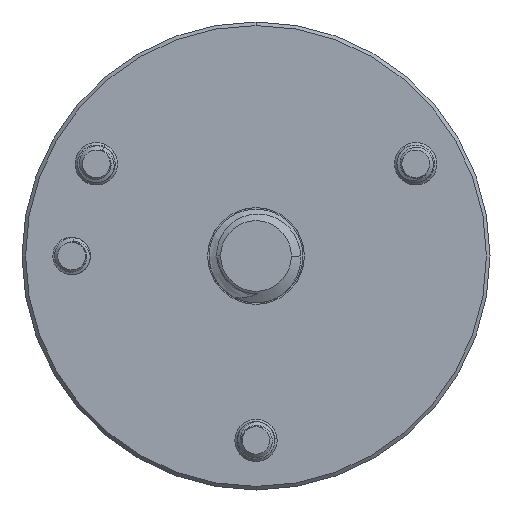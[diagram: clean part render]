
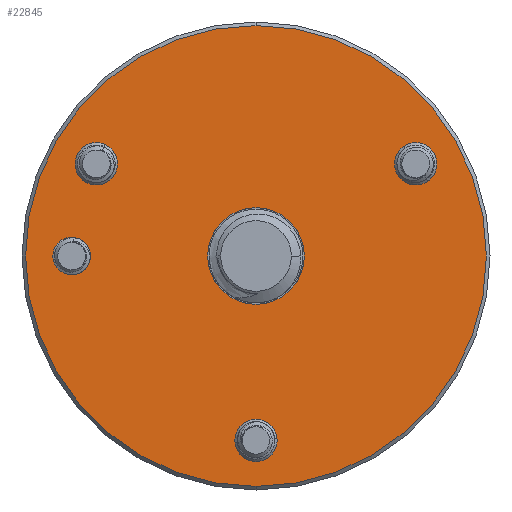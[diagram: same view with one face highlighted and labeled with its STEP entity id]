
A CAD part, front view. The second image highlights one B-rep face of the part: STEP entity #22845.
In plain terms, the highlighted planar face has unit normal (0, -1, 0).
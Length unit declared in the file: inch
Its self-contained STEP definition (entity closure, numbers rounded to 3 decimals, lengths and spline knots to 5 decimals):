
#550 = EDGE_CURVE ( 'NONE', #23878, #14789, #11024, .T. ) ;
#694 = FACE_BOUND ( 'NONE', #17468, .T. ) ;
#782 = AXIS2_PLACEMENT_3D ( 'NONE', #13168, #5327, #25311 ) ;
#945 = DIRECTION ( 'NONE',  ( 0., 0., 1. ) ) ;
#1362 = CARTESIAN_POINT ( 'NONE',  ( 0., 0., -0.9685 ) ) ;
#1510 = CARTESIAN_POINT ( 'NONE',  ( 0., 0., 0. ) ) ;
#1918 = CARTESIAN_POINT ( 'NONE',  ( 0., 0., -0.864 ) ) ;
#2321 = DIRECTION ( 'NONE',  ( 0., 0., 1. ) ) ;
#2680 = DIRECTION ( 'NONE',  ( 0., 0., 1. ) ) ;
#3000 = CARTESIAN_POINT ( 'NONE',  ( 0., 0., 0. ) ) ;
#3045 = DIRECTION ( 'NONE',  ( 0., 1., 0. ) ) ;
#3301 = DIRECTION ( 'NONE',  ( 0., 1., 0. ) ) ;
#3518 = DIRECTION ( 'NONE',  ( 0., 0., 1. ) ) ;
#3639 = ORIENTED_EDGE ( 'NONE', *, *, #7055, .T. ) ;
#3835 = ORIENTED_EDGE ( 'NONE', *, *, #13722, .T. ) ;
#4100 = FACE_BOUND ( 'NONE', #26322, .T. ) ;
#4388 = EDGE_CURVE ( 'NONE', #15065, #21334, #4417, .T. ) ;
#4397 = AXIS2_PLACEMENT_3D ( 'NONE', #8951, #23622, #16443 ) ;
#4417 = CIRCLE ( 'NONE', #7577, 0.9685 ) ;
#4757 = AXIS2_PLACEMENT_3D ( 'NONE', #10599, #3045, #3518 ) ;
#5327 = DIRECTION ( 'NONE',  ( 0., 1., 0. ) ) ;
#5395 = VERTEX_POINT ( 'NONE', #5397 ) ;
#5397 = CARTESIAN_POINT ( 'NONE',  ( 0., 0., 0.203 ) ) ;
#5442 = EDGE_CURVE ( 'NONE', #15434, #16509, #8254, .T. ) ;
#5490 = AXIS2_PLACEMENT_3D ( 'NONE', #23799, #9119, #24120 ) ;
#6719 = ORIENTED_EDGE ( 'NONE', *, *, #25458, .T. ) ;
#6758 = CARTESIAN_POINT ( 'NONE',  ( -0.67117, 0., 0.2985 ) ) ;
#6911 = DIRECTION ( 'NONE',  ( 0., 1., 0. ) ) ;
#7055 = EDGE_CURVE ( 'NONE', #21334, #15065, #15946, .T. ) ;
#7370 = VERTEX_POINT ( 'NONE', #30644 ) ;
#7452 = AXIS2_PLACEMENT_3D ( 'NONE', #14076, #6911, #14397 ) ;
#7577 = AXIS2_PLACEMENT_3D ( 'NONE', #1510, #28386, #10864 ) ;
#7602 = EDGE_CURVE ( 'NONE', #7370, #5395, #29041, .T. ) ;
#7957 = FACE_BOUND ( 'NONE', #11368, .T. ) ;
#8033 = ORIENTED_EDGE ( 'NONE', *, *, #550, .T. ) ;
#8254 = CIRCLE ( 'NONE', #9818, 0.089 ) ;
#8680 = CARTESIAN_POINT ( 'NONE',  ( 0.67117, 0., 0.2985 ) ) ;
#8834 = ORIENTED_EDGE ( 'NONE', *, *, #5442, .T. ) ;
#8902 = PLANE ( 'NONE',  #7452 ) ;
#8951 = CARTESIAN_POINT ( 'NONE',  ( 0., 0., -0.775 ) ) ;
#9119 = DIRECTION ( 'NONE',  ( 0., 1., 0. ) ) ;
#9423 = CARTESIAN_POINT ( 'NONE',  ( -0.67117, 0., 0.4765 ) ) ;
#9818 = AXIS2_PLACEMENT_3D ( 'NONE', #13398, #23365, #945 ) ;
#10559 = DIRECTION ( 'NONE',  ( 0., -1., 0. ) ) ;
#10599 = CARTESIAN_POINT ( 'NONE',  ( -0.67117, 0., 0.3875 ) ) ;
#10864 = DIRECTION ( 'NONE',  ( 0., 0., 1. ) ) ;
#11024 = CIRCLE ( 'NONE', #4757, 0.089 ) ;
#11258 = AXIS2_PLACEMENT_3D ( 'NONE', #28207, #3301, #13304 ) ;
#11368 = EDGE_LOOP ( 'NONE', ( #3835, #25165 ) ) ;
#11413 = AXIS2_PLACEMENT_3D ( 'NONE', #13769, #26721, #14085 ) ;
#11645 = CARTESIAN_POINT ( 'NONE',  ( 0., 0., 0.9685 ) ) ;
#11756 = CIRCLE ( 'NONE', #11258, 0.203 ) ;
#12738 = CIRCLE ( 'NONE', #24728, 0.089 ) ;
#12963 = CARTESIAN_POINT ( 'NONE',  ( 0., 0., -0.686 ) ) ;
#13168 = CARTESIAN_POINT ( 'NONE',  ( 0., 0., 0. ) ) ;
#13304 = DIRECTION ( 'NONE',  ( 0., 0., 1. ) ) ;
#13317 = CIRCLE ( 'NONE', #5490, 0.089 ) ;
#13398 = CARTESIAN_POINT ( 'NONE',  ( 0.67117, 0., 0.3875 ) ) ;
#13722 = EDGE_CURVE ( 'NONE', #5395, #7370, #11756, .T. ) ;
#13769 = CARTESIAN_POINT ( 'NONE',  ( 0.67117, 0., 0.3875 ) ) ;
#14076 = CARTESIAN_POINT ( 'NONE',  ( 0., 0., 0. ) ) ;
#14085 = DIRECTION ( 'NONE',  ( 0., 0., 1. ) ) ;
#14397 = DIRECTION ( 'NONE',  ( 0., 0., 1. ) ) ;
#14789 = VERTEX_POINT ( 'NONE', #6758 ) ;
#14976 = CARTESIAN_POINT ( 'NONE',  ( 0.67117, 0., 0.4765 ) ) ;
#15065 = VERTEX_POINT ( 'NONE', #11645 ) ;
#15434 = VERTEX_POINT ( 'NONE', #8680 ) ;
#15946 = CIRCLE ( 'NONE', #32174, 0.9685 ) ;
#16443 = DIRECTION ( 'NONE',  ( 0., 0., 1. ) ) ;
#16509 = VERTEX_POINT ( 'NONE', #14976 ) ;
#16558 = FACE_OUTER_BOUND ( 'NONE', #28806, .T. ) ;
#16649 = EDGE_CURVE ( 'NONE', #23181, #29308, #24803, .T. ) ;
#16961 = EDGE_CURVE ( 'NONE', #16509, #15434, #30289, .T. ) ;
#17468 = EDGE_LOOP ( 'NONE', ( #25847, #21364 ) ) ;
#17583 = ORIENTED_EDGE ( 'NONE', *, *, #4388, .T. ) ;
#17890 = DIRECTION ( 'NONE',  ( 0., 1., 0. ) ) ;
#20194 = CARTESIAN_POINT ( 'NONE',  ( 0., 0., -0.775 ) ) ;
#21334 = VERTEX_POINT ( 'NONE', #1362 ) ;
#21364 = ORIENTED_EDGE ( 'NONE', *, *, #16649, .T. ) ;
#22845 = ADVANCED_FACE ( 'NONE', ( #16558, #7957, #694, #25466, #4100 ), #8902, .F. ) ;
#23181 = VERTEX_POINT ( 'NONE', #1918 ) ;
#23365 = DIRECTION ( 'NONE',  ( 0., 1., 0. ) ) ;
#23622 = DIRECTION ( 'NONE',  ( 0., 1., 0. ) ) ;
#23721 = EDGE_LOOP ( 'NONE', ( #24473, #8834 ) ) ;
#23799 = CARTESIAN_POINT ( 'NONE',  ( -0.67117, 0., 0.3875 ) ) ;
#23878 = VERTEX_POINT ( 'NONE', #9423 ) ;
#23944 = EDGE_CURVE ( 'NONE', #29308, #23181, #12738, .T. ) ;
#24120 = DIRECTION ( 'NONE',  ( 0., 0., 1. ) ) ;
#24473 = ORIENTED_EDGE ( 'NONE', *, *, #16961, .T. ) ;
#24728 = AXIS2_PLACEMENT_3D ( 'NONE', #20194, #17890, #2321 ) ;
#24803 = CIRCLE ( 'NONE', #4397, 0.089 ) ;
#25165 = ORIENTED_EDGE ( 'NONE', *, *, #7602, .T. ) ;
#25311 = DIRECTION ( 'NONE',  ( 0., 0., 1. ) ) ;
#25458 = EDGE_CURVE ( 'NONE', #14789, #23878, #13317, .T. ) ;
#25466 = FACE_BOUND ( 'NONE', #23721, .T. ) ;
#25847 = ORIENTED_EDGE ( 'NONE', *, *, #23944, .T. ) ;
#26322 = EDGE_LOOP ( 'NONE', ( #8033, #6719 ) ) ;
#26721 = DIRECTION ( 'NONE',  ( 0., 1., 0. ) ) ;
#28207 = CARTESIAN_POINT ( 'NONE',  ( 0., 0., 0. ) ) ;
#28386 = DIRECTION ( 'NONE',  ( 0., -1., 0. ) ) ;
#28806 = EDGE_LOOP ( 'NONE', ( #17583, #3639 ) ) ;
#29041 = CIRCLE ( 'NONE', #782, 0.203 ) ;
#29308 = VERTEX_POINT ( 'NONE', #12963 ) ;
#30289 = CIRCLE ( 'NONE', #11413, 0.089 ) ;
#30644 = CARTESIAN_POINT ( 'NONE',  ( 0., 0., -0.203 ) ) ;
#32174 = AXIS2_PLACEMENT_3D ( 'NONE', #3000, #10559, #2680 ) ;
